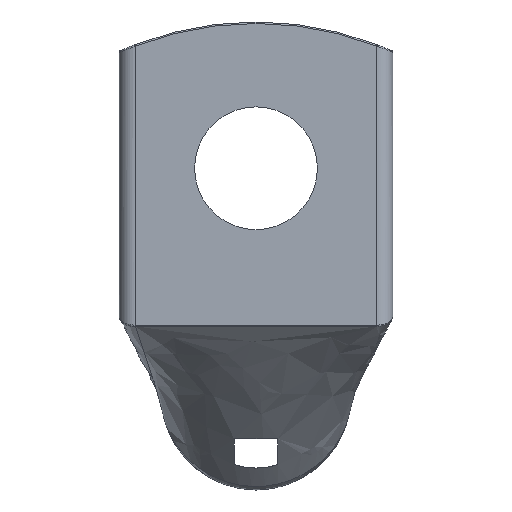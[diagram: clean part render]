
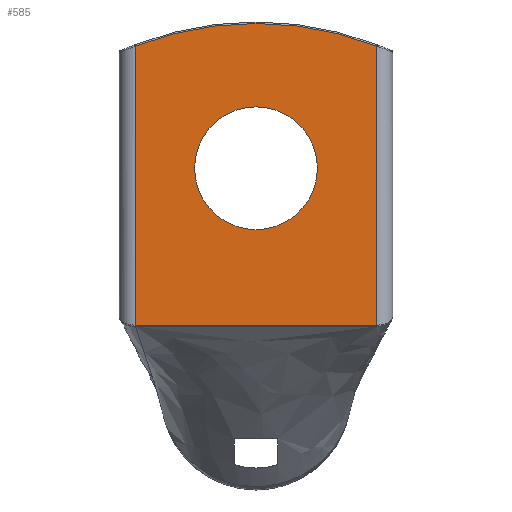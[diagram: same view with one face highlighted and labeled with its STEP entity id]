
A CAD part, front view. The second image highlights one B-rep face of the part: STEP entity #585.
In plain terms, the highlighted planar face has unit normal (0, -1, 0).
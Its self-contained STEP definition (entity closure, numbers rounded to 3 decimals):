
#18 = CARTESIAN_POINT ( 'NONE',  ( 0., 0., -12.856 ) ) ;
#117 = VERTEX_POINT ( 'NONE', #3407 ) ;
#119 = LINE ( 'NONE', #3341, #1281 ) ;
#167 = CARTESIAN_POINT ( 'NONE',  ( 7.906, 0., -10.729 ) ) ;
#174 = DIRECTION ( 'NONE',  ( 0., 0., 1. ) ) ;
#189 = DIRECTION ( 'NONE',  ( 0., 1., 0. ) ) ;
#212 = CARTESIAN_POINT ( 'NONE',  ( 7.047, 0., -10.734 ) ) ;
#331 = EDGE_CURVE ( 'NONE', #652, #2855, #382, .T. ) ;
#382 = CIRCLE ( 'NONE', #2332, 22.756 ) ;
#418 = ORIENTED_EDGE ( 'NONE', *, *, #1275, .T. ) ;
#429 = CARTESIAN_POINT ( 'NONE',  ( 1.375, 0., -10.749 ) ) ;
#436 = DIRECTION ( 'NONE',  ( 0., -1., 0. ) ) ;
#444 = CARTESIAN_POINT ( 'NONE',  ( -5.844, 0., -10.739 ) ) ;
#448 = CARTESIAN_POINT ( 'NONE',  ( -8.25, 0., -12.856 ) ) ;
#460 = CARTESIAN_POINT ( 'NONE',  ( 7.563, 0., -10.731 ) ) ;
#475 = CARTESIAN_POINT ( 'NONE',  ( -2.75, 0., -10.748 ) ) ;
#532 = ORIENTED_EDGE ( 'NONE', *, *, #1834, .T. ) ;
#580 = DIRECTION ( 'NONE',  ( 0., 0., 1. ) ) ;
#585 = ADVANCED_FACE ( 'NONE', ( #3406, #3090 ), #1808, .F. ) ;
#652 = VERTEX_POINT ( 'NONE', #3106 ) ;
#691 = CARTESIAN_POINT ( 'NONE',  ( 0., 0., -12.856 ) ) ;
#718 = CARTESIAN_POINT ( 'NONE',  ( 5.844, 0., -10.739 ) ) ;
#731 = CARTESIAN_POINT ( 'NONE',  ( -8.078, 0., -10.73 ) ) ;
#825 = AXIS2_PLACEMENT_3D ( 'NONE', #691, #436, #174 ) ;
#868 = CARTESIAN_POINT ( 'NONE',  ( 8.078, 0., -10.73 ) ) ;
#1083 = CARTESIAN_POINT ( 'NONE',  ( 8.25, 0., -10.728 ) ) ;
#1091 = CARTESIAN_POINT ( 'NONE',  ( 0., 0., 0. ) ) ;
#1250 = CARTESIAN_POINT ( 'NONE',  ( 0., 0., 4.2 ) ) ;
#1269 = VERTEX_POINT ( 'NONE', #1250 ) ;
#1275 = EDGE_CURVE ( 'NONE', #1287, #3053, #1560, .T. ) ;
#1281 = VECTOR ( 'NONE', #2026, 1000. ) ;
#1287 = VERTEX_POINT ( 'NONE', #2571 ) ;
#1289 = CARTESIAN_POINT ( 'NONE',  ( -8.25, 0., -10.728 ) ) ;
#1481 = CIRCLE ( 'NONE', #1760, 4.2 ) ;
#1492 = CARTESIAN_POINT ( 'NONE',  ( 4.813, 0., -10.742 ) ) ;
#1494 = B_SPLINE_CURVE_WITH_KNOTS ( 'NONE', 3,
 ( #2809, #731, #3115, #2597, #2337, #444, #2839, #475, #1539, #429, #1771, #1492, #718, #212, #460, #167, #868, #2033 ),
 .UNSPECIFIED., .F., .F.,
 ( 4, 2, 1, 1, 2, 2, 2, 1, 1, 2, 4 ),
 ( 0., 0.001, 0.001, 0.002, 0.004, 0.008, 0.012, 0.014, 0.015, 0.016, 0.017 ),
 .UNSPECIFIED. ) ;
#1539 = CARTESIAN_POINT ( 'NONE',  ( -1.375, 0., -10.749 ) ) ;
#1560 = LINE ( 'NONE', #448, #1586 ) ;
#1586 = VECTOR ( 'NONE', #3384, 1000. ) ;
#1647 = ORIENTED_EDGE ( 'NONE', *, *, #331, .T. ) ;
#1727 = ORIENTED_EDGE ( 'NONE', *, *, #2404, .T. ) ;
#1760 = AXIS2_PLACEMENT_3D ( 'NONE', #1091, #2151, #3210 ) ;
#1771 = CARTESIAN_POINT ( 'NONE',  ( 2.75, 0., -10.748 ) ) ;
#1808 = PLANE ( 'NONE',  #3205 ) ;
#1820 = CIRCLE ( 'NONE', #2321, 4.2 ) ;
#1834 = EDGE_CURVE ( 'NONE', #1269, #117, #1481, .T. ) ;
#2026 = DIRECTION ( 'NONE',  ( 0., 0., 1. ) ) ;
#2033 = CARTESIAN_POINT ( 'NONE',  ( 8.25, 0., -10.728 ) ) ;
#2060 = VERTEX_POINT ( 'NONE', #1083 ) ;
#2151 = DIRECTION ( 'NONE',  ( 0., 1., 0. ) ) ;
#2200 = ORIENTED_EDGE ( 'NONE', *, *, #3367, .T. ) ;
#2217 = EDGE_LOOP ( 'NONE', ( #2724, #1647, #2305, #418, #2200 ) ) ;
#2237 = CARTESIAN_POINT ( 'NONE',  ( 0., 0., 9.9 ) ) ;
#2305 = ORIENTED_EDGE ( 'NONE', *, *, #2907, .T. ) ;
#2313 = CARTESIAN_POINT ( 'NONE',  ( 0., 0., -12.856 ) ) ;
#2321 = AXIS2_PLACEMENT_3D ( 'NONE', #3287, #2822, #2505 ) ;
#2332 = AXIS2_PLACEMENT_3D ( 'NONE', #18, #2949, #580 ) ;
#2337 = CARTESIAN_POINT ( 'NONE',  ( -7.047, 0., -10.734 ) ) ;
#2404 = EDGE_CURVE ( 'NONE', #117, #1269, #1820, .T. ) ;
#2505 = DIRECTION ( 'NONE',  ( 0., 0., 1. ) ) ;
#2571 = CARTESIAN_POINT ( 'NONE',  ( -8.25, 0., 8.352 ) ) ;
#2597 = CARTESIAN_POINT ( 'NONE',  ( -7.563, 0., -10.731 ) ) ;
#2724 = ORIENTED_EDGE ( 'NONE', *, *, #2887, .T. ) ;
#2809 = CARTESIAN_POINT ( 'NONE',  ( -8.25, 0., -10.728 ) ) ;
#2822 = DIRECTION ( 'NONE',  ( 0., 1., 0. ) ) ;
#2839 = CARTESIAN_POINT ( 'NONE',  ( -4.813, 0., -10.742 ) ) ;
#2855 = VERTEX_POINT ( 'NONE', #2237 ) ;
#2887 = EDGE_CURVE ( 'NONE', #2060, #652, #119, .T. ) ;
#2907 = EDGE_CURVE ( 'NONE', #2855, #1287, #3337, .T. ) ;
#2949 = DIRECTION ( 'NONE',  ( 0., -1., 0. ) ) ;
#3053 = VERTEX_POINT ( 'NONE', #1289 ) ;
#3090 = FACE_BOUND ( 'NONE', #3127, .T. ) ;
#3106 = CARTESIAN_POINT ( 'NONE',  ( 8.25, 0., 8.352 ) ) ;
#3115 = CARTESIAN_POINT ( 'NONE',  ( -7.906, 0., -10.729 ) ) ;
#3127 = EDGE_LOOP ( 'NONE', ( #1727, #532 ) ) ;
#3205 = AXIS2_PLACEMENT_3D ( 'NONE', #2313, #189, #3372 ) ;
#3210 = DIRECTION ( 'NONE',  ( 0., 0., 1. ) ) ;
#3287 = CARTESIAN_POINT ( 'NONE',  ( 0., 0., 0. ) ) ;
#3337 = CIRCLE ( 'NONE', #825, 22.756 ) ;
#3341 = CARTESIAN_POINT ( 'NONE',  ( 8.25, 0., -12.856 ) ) ;
#3367 = EDGE_CURVE ( 'NONE', #3053, #2060, #1494, .T. ) ;
#3372 = DIRECTION ( 'NONE',  ( 0., 0., 1. ) ) ;
#3384 = DIRECTION ( 'NONE',  ( 0., 0., -1. ) ) ;
#3406 = FACE_OUTER_BOUND ( 'NONE', #2217, .T. ) ;
#3407 = CARTESIAN_POINT ( 'NONE',  ( 0., 0., -4.2 ) ) ;
